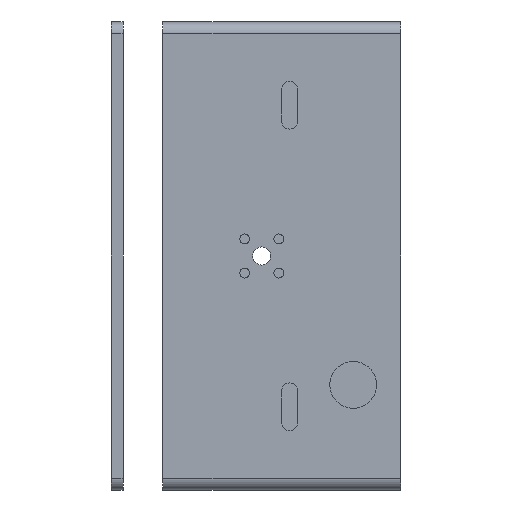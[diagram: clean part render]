
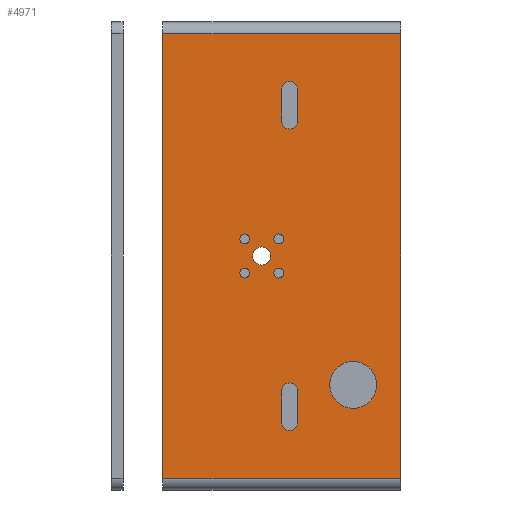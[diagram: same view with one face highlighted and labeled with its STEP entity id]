
A CAD part, left-side view. The second image highlights one B-rep face of the part: STEP entity #4971.
In plain terms, the highlighted planar face has unit normal (-1, 0, 0).
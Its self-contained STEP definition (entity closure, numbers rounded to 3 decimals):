
#94=FACE_BOUND('',#918,.T.);
#95=FACE_BOUND('',#919,.T.);
#96=FACE_BOUND('',#920,.T.);
#97=FACE_BOUND('',#921,.T.);
#98=FACE_BOUND('',#922,.T.);
#99=FACE_BOUND('',#923,.T.);
#100=FACE_BOUND('',#924,.T.);
#101=FACE_BOUND('',#925,.T.);
#554=FACE_OUTER_BOUND('',#917,.T.);
#917=EDGE_LOOP('',(#4363,#4364,#4365,#4366));
#918=EDGE_LOOP('',(#4367,#4368,#4369,#4370));
#919=EDGE_LOOP('',(#4371,#4372,#4373,#4374));
#920=EDGE_LOOP('',(#4375));
#921=EDGE_LOOP('',(#4376));
#922=EDGE_LOOP('',(#4377));
#923=EDGE_LOOP('',(#4378));
#924=EDGE_LOOP('',(#4379));
#925=EDGE_LOOP('',(#4380));
#1003=CIRCLE('',#5027,2.);
#1005=CIRCLE('',#5030,2.);
#1006=CIRCLE('',#5033,2.);
#1008=CIRCLE('',#5037,2.);
#1110=CIRCLE('',#5193,1.25);
#1112=CIRCLE('',#5197,1.25);
#1114=CIRCLE('',#5201,1.25);
#1116=CIRCLE('',#5204,1.25);
#1118=CIRCLE('',#5207,2.3);
#1195=CIRCLE('',#5349,5.9);
#1322=LINE('',#7246,#1703);
#1326=LINE('',#7257,#1707);
#1561=LINE('',#8225,#1942);
#1631=LINE('',#8437,#2012);
#1641=LINE('',#8457,#2022);
#1642=LINE('',#8458,#2023);
#1647=LINE('',#8467,#2028);
#1648=LINE('',#8469,#2029);
#1703=VECTOR('',#5667,10.);
#1707=VECTOR('',#5679,10.);
#1942=VECTOR('',#6758,10.);
#2012=VECTOR('',#6982,10.);
#2022=VECTOR('',#7002,10.);
#2023=VECTOR('',#7003,10.);
#2028=VECTOR('',#7016,10.);
#2029=VECTOR('',#7019,10.);
#2081=VERTEX_POINT('',#7228);
#2082=VERTEX_POINT('',#7230);
#2084=VERTEX_POINT('',#7236);
#2085=VERTEX_POINT('',#7238);
#2087=VERTEX_POINT('',#7244);
#2088=VERTEX_POINT('',#7248);
#2090=VERTEX_POINT('',#7255);
#2091=VERTEX_POINT('',#7259);
#2266=VERTEX_POINT('',#7711);
#2268=VERTEX_POINT('',#7718);
#2270=VERTEX_POINT('',#7725);
#2272=VERTEX_POINT('',#7731);
#2274=VERTEX_POINT('',#7737);
#2351=VERTEX_POINT('',#7987);
#2400=VERTEX_POINT('',#8222);
#2401=VERTEX_POINT('',#8224);
#2465=VERTEX_POINT('',#8434);
#2466=VERTEX_POINT('',#8436);
#2538=EDGE_CURVE('',#2082,#2081,#1003,.T.);
#2542=EDGE_CURVE('',#2085,#2084,#1005,.T.);
#2546=EDGE_CURVE('',#2081,#2087,#1322,.T.);
#2548=EDGE_CURVE('',#2087,#2088,#1006,.T.);
#2552=EDGE_CURVE('',#2084,#2090,#1326,.T.);
#2554=EDGE_CURVE('',#2090,#2091,#1008,.T.);
#2776=EDGE_CURVE('',#2266,#2266,#1110,.T.);
#2779=EDGE_CURVE('',#2268,#2268,#1112,.T.);
#2782=EDGE_CURVE('',#2270,#2270,#1114,.T.);
#2785=EDGE_CURVE('',#2272,#2272,#1116,.T.);
#2788=EDGE_CURVE('',#2274,#2274,#1118,.T.);
#2897=EDGE_CURVE('',#2351,#2351,#1195,.T.);
#3007=EDGE_CURVE('',#2400,#2401,#1561,.T.);
#3112=EDGE_CURVE('',#2465,#2466,#1631,.T.);
#3123=EDGE_CURVE('',#2091,#2085,#1641,.T.);
#3124=EDGE_CURVE('',#2088,#2082,#1642,.T.);
#3129=EDGE_CURVE('',#2401,#2465,#1647,.T.);
#3130=EDGE_CURVE('',#2400,#2466,#1648,.T.);
#4363=ORIENTED_EDGE('',*,*,#3129,.F.);
#4364=ORIENTED_EDGE('',*,*,#3007,.F.);
#4365=ORIENTED_EDGE('',*,*,#3130,.T.);
#4366=ORIENTED_EDGE('',*,*,#3112,.F.);
#4367=ORIENTED_EDGE('',*,*,#3124,.T.);
#4368=ORIENTED_EDGE('',*,*,#2538,.T.);
#4369=ORIENTED_EDGE('',*,*,#2546,.T.);
#4370=ORIENTED_EDGE('',*,*,#2548,.T.);
#4371=ORIENTED_EDGE('',*,*,#2552,.T.);
#4372=ORIENTED_EDGE('',*,*,#2554,.T.);
#4373=ORIENTED_EDGE('',*,*,#3123,.T.);
#4374=ORIENTED_EDGE('',*,*,#2542,.T.);
#4375=ORIENTED_EDGE('',*,*,#2776,.T.);
#4376=ORIENTED_EDGE('',*,*,#2779,.T.);
#4377=ORIENTED_EDGE('',*,*,#2782,.T.);
#4378=ORIENTED_EDGE('',*,*,#2785,.T.);
#4379=ORIENTED_EDGE('',*,*,#2788,.T.);
#4380=ORIENTED_EDGE('',*,*,#2897,.T.);
#4699=PLANE('',#5544);
#4971=ADVANCED_FACE('',(#554,#94,#95,#96,#97,#98,#99,#100,#101),#4699,.T.);
#5027=AXIS2_PLACEMENT_3D('',#7231,#5652,#5653);
#5030=AXIS2_PLACEMENT_3D('',#7239,#5660,#5661);
#5033=AXIS2_PLACEMENT_3D('',#7250,#5671,#5672);
#5037=AXIS2_PLACEMENT_3D('',#7261,#5683,#5684);
#5193=AXIS2_PLACEMENT_3D('',#7712,#6115,#6116);
#5197=AXIS2_PLACEMENT_3D('',#7719,#6124,#6125);
#5201=AXIS2_PLACEMENT_3D('',#7726,#6133,#6134);
#5204=AXIS2_PLACEMENT_3D('',#7732,#6140,#6141);
#5207=AXIS2_PLACEMENT_3D('',#7738,#6147,#6148);
#5349=AXIS2_PLACEMENT_3D('',#7989,#6463,#6464);
#5544=AXIS2_PLACEMENT_3D('',#8468,#7017,#7018);
#5652=DIRECTION('center_axis',(1.,0.,0.));
#5653=DIRECTION('ref_axis',(0.,-1.,0.));
#5660=DIRECTION('center_axis',(1.,0.,0.));
#5661=DIRECTION('ref_axis',(0.,0.,
-1.));
#5667=DIRECTION('',(0.,0.,1.));
#5671=DIRECTION('center_axis',(1.,0.,0.));
#5672=DIRECTION('ref_axis',(0.,1.,0.));
#5679=DIRECTION('',(0.,0.,1.));
#5683=DIRECTION('center_axis',(1.,0.,0.));
#5684=DIRECTION('ref_axis',(0.,1.,0.));
#6115=DIRECTION('center_axis',(1.,0.,0.));
#6116=DIRECTION('ref_axis',(0.,0.,1.));
#6124=DIRECTION('center_axis',(1.,0.,0.));
#6125=DIRECTION('ref_axis',(0.,0.,1.));
#6133=DIRECTION('center_axis',(1.,0.,0.));
#6134=DIRECTION('ref_axis',(0.,0.,1.));
#6140=DIRECTION('center_axis',(1.,0.,0.));
#6141=DIRECTION('ref_axis',(0.,0.,1.));
#6147=DIRECTION('center_axis',(1.,0.,0.));
#6148=DIRECTION('ref_axis',(0.,0.,1.));
#6463=DIRECTION('center_axis',(1.,0.,0.));
#6464=DIRECTION('ref_axis',(0.,0.,-1.));
#6758=DIRECTION('',(0.,0.,-1.));
#6982=DIRECTION('',(0.,0.,1.));
#7002=DIRECTION('',(0.,0.,-1.));
#7003=DIRECTION('',(0.,0.,-1.));
#7016=DIRECTION('',(0.,1.,0.));
#7017=DIRECTION('center_axis',(-1.,0.,0.));
#7018=DIRECTION('ref_axis',(0.,0.,-1.));
#7019=DIRECTION('',(0.,1.,0.));
#7228=CARTESIAN_POINT('',(-84.,0.,34.));
#7230=CARTESIAN_POINT('',(-84.,-4.,34.));
#7231=CARTESIAN_POINT('Origin',(-84.,-2.,34.));
#7236=CARTESIAN_POINT('',(-84.,0.,-42.));
#7238=CARTESIAN_POINT('',(-84.,-4.,-42.));
#7239=CARTESIAN_POINT('Origin',(-84.,-2.,-42.));
#7244=CARTESIAN_POINT('',(-84.,0.,42.));
#7246=CARTESIAN_POINT('',(-84.,0.,49.));
#7248=CARTESIAN_POINT('',(-84.,-4.,42.));
#7250=CARTESIAN_POINT('Origin',(-84.,-2.,42.));
#7255=CARTESIAN_POINT('',(-84.,0.,-34.));
#7257=CARTESIAN_POINT('',(-84.,0.,11.));
#7259=CARTESIAN_POINT('',(-84.,-4.,-34.));
#7261=CARTESIAN_POINT('Origin',(-84.,-2.,-34.));
#7711=CARTESIAN_POINT('',(-84.,0.75,-5.55));
#7712=CARTESIAN_POINT('Origin',(-84.,0.75,-4.3));
#7718=CARTESIAN_POINT('',(-84.,0.75,3.05));
#7719=CARTESIAN_POINT('Origin',(-84.,0.75,4.3));
#7725=CARTESIAN_POINT('',(-84.,9.35,-5.55));
#7726=CARTESIAN_POINT('Origin',(-84.,9.35,-4.3));
#7731=CARTESIAN_POINT('',(-84.,9.35,3.05));
#7732=CARTESIAN_POINT('Origin',(-84.,9.35,4.3));
#7737=CARTESIAN_POINT('',(-84.,5.05,-2.3));
#7738=CARTESIAN_POINT('Origin',(-84.,5.05,0.));
#7987=CARTESIAN_POINT('',(-84.,-18.,-26.6));
#7989=CARTESIAN_POINT('Origin',(-84.,-18.,-32.5));
#8222=CARTESIAN_POINT('',(-84.,-30.,56.));
#8224=CARTESIAN_POINT('',(-84.,-30.,-56.));
#8225=CARTESIAN_POINT('',(-84.,-30.,56.));
#8434=CARTESIAN_POINT('',(-84.,30.,-56.));
#8436=CARTESIAN_POINT('',(-84.,30.,56.));
#8437=CARTESIAN_POINT('',(-84.,30.,-56.));
#8457=CARTESIAN_POINT('',(-84.,-4.,7.));
#8458=CARTESIAN_POINT('',(-84.,-4.,45.));
#8467=CARTESIAN_POINT('',(-84.,0.,-56.));
#8468=CARTESIAN_POINT('Origin',(-84.,0.,56.));
#8469=CARTESIAN_POINT('',(-84.,0.,56.));
